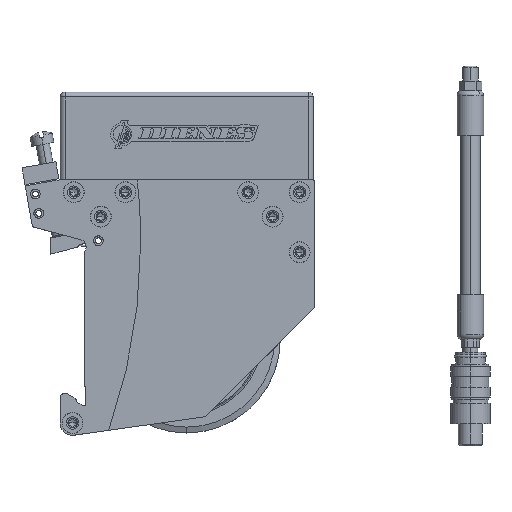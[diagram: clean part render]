
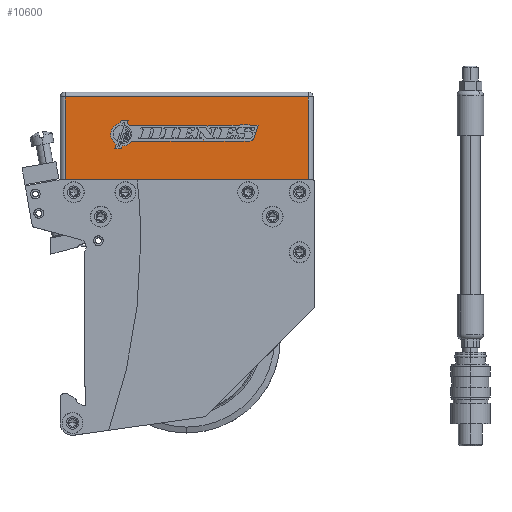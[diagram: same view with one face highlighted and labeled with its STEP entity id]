
A CAD part, top view. The second image highlights one B-rep face of the part: STEP entity #10600.
In plain terms, the highlighted planar face has unit normal (0, 0, 1).
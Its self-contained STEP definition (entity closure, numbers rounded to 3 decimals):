
#231 = CARTESIAN_POINT ( 'NONE',  ( -49.486, 33.763, 0. ) ) ;
#1239 = CARTESIAN_POINT ( 'NONE',  ( 49.486, 0., 0. ) ) ;
#1331 = VERTEX_POINT ( 'NONE', #25700 ) ;
#1419 = LINE ( 'NONE', #21781, #33826 ) ;
#1795 = VECTOR ( 'NONE', #8381, 1000. ) ;
#3554 = DIRECTION ( 'NONE',  ( 0., 0., 1. ) ) ;
#4436 = AXIS2_PLACEMENT_3D ( 'NONE', #9032, #3554, #29973 ) ;
#5066 = CARTESIAN_POINT ( 'NONE',  ( -49.486, 0., 0. ) ) ;
#7003 = ORIENTED_EDGE ( 'NONE', *, *, #9240, .T. ) ;
#7611 = LINE ( 'NONE', #25953, #20775 ) ;
#7716 = ORIENTED_EDGE ( 'NONE', *, *, #9543, .T. ) ;
#7911 = ORIENTED_EDGE ( 'NONE', *, *, #30951, .T. ) ;
#8381 = DIRECTION ( 'NONE',  ( 0., 1., 0. ) ) ;
#8656 = DIRECTION ( 'NONE',  ( -1., 0., 0. ) ) ;
#9032 = CARTESIAN_POINT ( 'NONE',  ( 49.954, -8.687, 0. ) ) ;
#9240 = EDGE_CURVE ( 'NONE', #15463, #29615, #11763, .T. ) ;
#9543 = EDGE_CURVE ( 'NONE', #1331, #15463, #1419, .T. ) ;
#10242 = EDGE_CURVE ( 'NONE', #29615, #23040, #7611, .T. ) ;
#10600 = ADVANCED_FACE ( 'NONE', ( #29800 ), #14162, .T. ) ;
#11763 = LINE ( 'NONE', #27208, #29388 ) ;
#12650 = EDGE_LOOP ( 'NONE', ( #7716, #7003, #30592, #7911 ) ) ;
#14162 = PLANE ( 'NONE',  #4436 ) ;
#15463 = VERTEX_POINT ( 'NONE', #231 ) ;
#20775 = VECTOR ( 'NONE', #23340, 1000. ) ;
#21781 = CARTESIAN_POINT ( 'NONE',  ( -51.486, 33.763, 0. ) ) ;
#23040 = VERTEX_POINT ( 'NONE', #1239 ) ;
#23340 = DIRECTION ( 'NONE',  ( 1., 0., 0. ) ) ;
#24110 = LINE ( 'NONE', #32391, #1795 ) ;
#25700 = CARTESIAN_POINT ( 'NONE',  ( 49.486, 33.763, 0. ) ) ;
#25953 = CARTESIAN_POINT ( 'NONE',  ( 41.656, 0., 0. ) ) ;
#27208 = CARTESIAN_POINT ( 'NONE',  ( -49.486, 0., 0. ) ) ;
#27386 = DIRECTION ( 'NONE',  ( 0., -1., 0. ) ) ;
#29388 = VECTOR ( 'NONE', #27386, 1000. ) ;
#29615 = VERTEX_POINT ( 'NONE', #5066 ) ;
#29800 = FACE_OUTER_BOUND ( 'NONE', #12650, .T. ) ;
#29973 = DIRECTION ( 'NONE',  ( 1., 0., 0. ) ) ;
#30592 = ORIENTED_EDGE ( 'NONE', *, *, #10242, .T. ) ;
#30951 = EDGE_CURVE ( 'NONE', #23040, #1331, #24110, .T. ) ;
#32391 = CARTESIAN_POINT ( 'NONE',  ( 49.486, 33.763, 0. ) ) ;
#33826 = VECTOR ( 'NONE', #8656, 1000. ) ;
